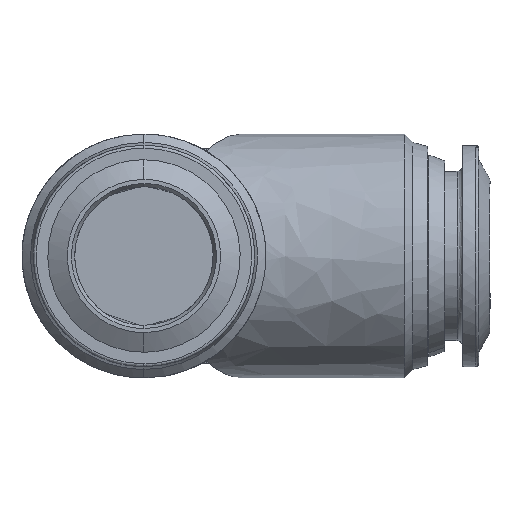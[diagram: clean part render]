
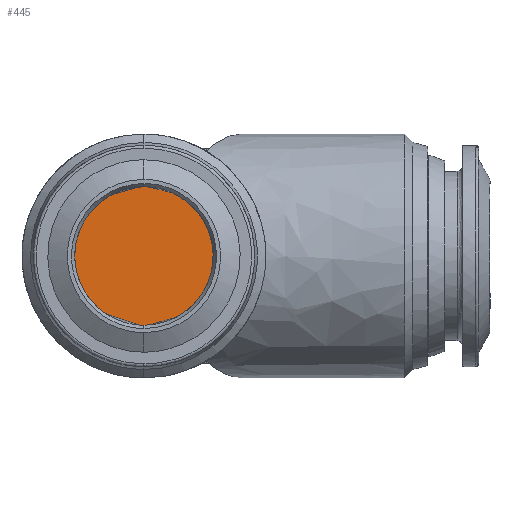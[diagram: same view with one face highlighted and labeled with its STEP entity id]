
A CAD part, front view. The second image highlights one B-rep face of the part: STEP entity #445.
In plain terms, the highlighted free-form (B-spline) face has degree [1, 1] with [2, 2] control points.
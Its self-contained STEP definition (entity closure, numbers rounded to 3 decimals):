
#61 = CARTESIAN_POINT ( 'NONE',  ( -7.641, -25., -7.641 ) ) ;
#200 = EDGE_CURVE ( 'NONE', #3920, #863, #818, .T. ) ;
#202 = ORIENTED_EDGE ( 'NONE', *, *, #423, .F. ) ;
#287 =( BOUNDED_CURVE ( )  B_SPLINE_CURVE ( 3, ( #3751, #5061, #6139, #1603 ),
 .UNSPECIFIED., .F., .T. ) 
 B_SPLINE_CURVE_WITH_KNOTS ( ( 4, 4 ),
 ( -3.007, 0. ),
 .UNSPECIFIED. ) 
 CURVE ( )  GEOMETRIC_REPRESENTATION_ITEM ( )  RATIONAL_B_SPLINE_CURVE ( ( 1., 0.378, 0.378, 1. ) ) 
 REPRESENTATION_ITEM ( '' )  );
#343 = CARTESIAN_POINT ( 'NONE',  ( 0., -25., -7.55 ) ) ;
#367 = CARTESIAN_POINT ( 'NONE',  ( -0.5, -25., -7.433 ) ) ;
#423 = EDGE_CURVE ( 'NONE', #4180, #3711, #1535, .T. ) ;
#442 = CARTESIAN_POINT ( 'NONE',  ( 10.911, -25., 5.223 ) ) ;
#445 = ADVANCED_FACE ( 'NONE', ( #572, #4167, #3736 ), #5455, .F. ) ;
#535 = CARTESIAN_POINT ( 'NONE',  ( 0.5, -25., 6.079 ) ) ;
#572 = FACE_BOUND ( 'NONE', #5479, .T. ) ;
#611 = CARTESIAN_POINT ( 'NONE',  ( 7.641, -25., -7.641 ) ) ;
#628 = ORIENTED_EDGE ( 'NONE', *, *, #5388, .F. ) ;
#682 = CARTESIAN_POINT ( 'NONE',  ( -0.5, -25., -7.433 ) ) ;
#741 =( BOUNDED_CURVE ( )  B_SPLINE_CURVE ( 3, ( #4562, #6343, #4028, #3486 ),
 .UNSPECIFIED., .F., .F. ) 
 B_SPLINE_CURVE_WITH_KNOTS ( ( 4, 4 ),
 ( -3.007, 0. ),
 .UNSPECIFIED. ) 
 CURVE ( )  GEOMETRIC_REPRESENTATION_ITEM ( )  RATIONAL_B_SPLINE_CURVE ( ( 1., 0.378, 0.378, 1. ) ) 
 REPRESENTATION_ITEM ( '' )  );
#818 =( BOUNDED_CURVE ( )  B_SPLINE_CURVE ( 3, ( #1970, #3264, #4946, #2167 ),
 .UNSPECIFIED., .F., .F. ) 
 B_SPLINE_CURVE_WITH_KNOTS ( ( 4, 4 ),
 ( -3.142, 0. ),
 .UNSPECIFIED. ) 
 CURVE ( )  GEOMETRIC_REPRESENTATION_ITEM ( )  RATIONAL_B_SPLINE_CURVE ( ( 1., 0.333, 0.333, 1. ) ) 
 REPRESENTATION_ITEM ( '' )  );
#863 = VERTEX_POINT ( 'NONE', #2592 ) ;
#921 = CARTESIAN_POINT ( 'NONE',  ( -0.5, -25., 6.079 ) ) ;
#1001 = CARTESIAN_POINT ( 'NONE',  ( 0.5, -25., -6.079 ) ) ;
#1142 = EDGE_LOOP ( 'NONE', ( #4636, #4691 ) ) ;
#1350 = VERTEX_POINT ( 'NONE', #5260 ) ;
#1357 = EDGE_CURVE ( 'NONE', #6552, #4180, #6669, .T. ) ;
#1535 =( BOUNDED_CURVE ( )  B_SPLINE_CURVE ( 3, ( #2656, #442, #7251, #1001 ),
 .UNSPECIFIED., .F., .F. ) 
 B_SPLINE_CURVE_WITH_KNOTS ( ( 4, 4 ),
 ( -2.977, 0. ),
 .UNSPECIFIED. ) 
 CURVE ( )  GEOMETRIC_REPRESENTATION_ITEM ( )  RATIONAL_B_SPLINE_CURVE ( ( 1., 0.388, 0.388, 1. ) ) 
 REPRESENTATION_ITEM ( '' )  );
#1603 = CARTESIAN_POINT ( 'NONE',  ( 0.5, -25., 7.433 ) ) ;
#1950 = CARTESIAN_POINT ( 'NONE',  ( 0., -25., 7.55 ) ) ;
#1970 = CARTESIAN_POINT ( 'NONE',  ( 0., -25., 7.55 ) ) ;
#1989 = CARTESIAN_POINT ( 'NONE',  ( 0.5, -25., -6.079 ) ) ;
#2002 = CARTESIAN_POINT ( 'NONE',  ( -7.55, -25., 0. ) ) ;
#2103 = EDGE_CURVE ( 'NONE', #2270, #1350, #6392, .T. ) ;
#2167 = CARTESIAN_POINT ( 'NONE',  ( 0., -25., -7.55 ) ) ;
#2235 = CARTESIAN_POINT ( 'NONE',  ( -0.5, -25., 6.079 ) ) ;
#2270 = VERTEX_POINT ( 'NONE', #367 ) ;
#2445 = CARTESIAN_POINT ( 'NONE',  ( 0.5, -25., 7.433 ) ) ;
#2524 = VERTEX_POINT ( 'NONE', #7155 ) ;
#2592 = CARTESIAN_POINT ( 'NONE',  ( 0., -25., -7.55 ) ) ;
#2656 = CARTESIAN_POINT ( 'NONE',  ( 0.5, -25., 6.079 ) ) ;
#2661 = ORIENTED_EDGE ( 'NONE', *, *, #5160, .F. ) ;
#2666 = EDGE_CURVE ( 'NONE', #863, #3920, #7039, .T. ) ;
#2732 = CARTESIAN_POINT ( 'NONE',  ( -10.911, -25., -5.223 ) ) ;
#3201 = CARTESIAN_POINT ( 'NONE',  ( -0.5, -25., 7.433 ) ) ;
#3264 = CARTESIAN_POINT ( 'NONE',  ( 15.1, -25., 7.55 ) ) ;
#3268 =( BOUNDED_CURVE ( )  B_SPLINE_CURVE ( 3, ( #6192, #2732, #4994, #2235 ),
 .UNSPECIFIED., .F., .T. ) 
 B_SPLINE_CURVE_WITH_KNOTS ( ( 4, 4 ),
 ( -2.977, 0. ),
 .UNSPECIFIED. ) 
 CURVE ( )  GEOMETRIC_REPRESENTATION_ITEM ( )  RATIONAL_B_SPLINE_CURVE ( ( 1., 0.388, 0.388, 1. ) ) 
 REPRESENTATION_ITEM ( '' )  );
#3401 = B_SPLINE_CURVE_WITH_KNOTS ( 'NONE', 1,
 ( #3671, #4237 ),
 .UNSPECIFIED., .F., .F.,
 ( 2, 2 ),
 ( 0., 1. ),
 .UNSPECIFIED. ) ;
#3486 = CARTESIAN_POINT ( 'NONE',  ( -0.5, -25., -7.433 ) ) ;
#3572 = CARTESIAN_POINT ( 'NONE',  ( 0.5, -25., 7.433 ) ) ;
#3671 = CARTESIAN_POINT ( 'NONE',  ( 0.5, -25., -6.079 ) ) ;
#3686 = CARTESIAN_POINT ( 'NONE',  ( -4.423, -25., 7.55 ) ) ;
#3711 = VERTEX_POINT ( 'NONE', #1989 ) ;
#3718 = CARTESIAN_POINT ( 'NONE',  ( 0.5, -25., 6.079 ) ) ;
#3736 = FACE_OUTER_BOUND ( 'NONE', #1142, .T. ) ;
#3751 = CARTESIAN_POINT ( 'NONE',  ( 0.5, -25., -7.433 ) ) ;
#3886 = ORIENTED_EDGE ( 'NONE', *, *, #2103, .F. ) ;
#3920 = VERTEX_POINT ( 'NONE', #5091 ) ;
#4004 = CARTESIAN_POINT ( 'NONE',  ( -0.5, -25., -6.079 ) ) ;
#4028 = CARTESIAN_POINT ( 'NONE',  ( -13.578, -25., -6.554 ) ) ;
#4167 = FACE_BOUND ( 'NONE', #6982, .T. ) ;
#4180 = VERTEX_POINT ( 'NONE', #535 ) ;
#4229 = CARTESIAN_POINT ( 'NONE',  ( -7.55, -25., -4.423 ) ) ;
#4237 = CARTESIAN_POINT ( 'NONE',  ( 0.5, -25., -7.433 ) ) ;
#4324 = CARTESIAN_POINT ( 'NONE',  ( -0.5, -25., 6.079 ) ) ;
#4329 = ORIENTED_EDGE ( 'NONE', *, *, #6413, .F. ) ;
#4544 = ORIENTED_EDGE ( 'NONE', *, *, #7065, .F. ) ;
#4562 = CARTESIAN_POINT ( 'NONE',  ( -0.5, -25., 7.433 ) ) ;
#4636 = ORIENTED_EDGE ( 'NONE', *, *, #200, .F. ) ;
#4691 = ORIENTED_EDGE ( 'NONE', *, *, #2666, .F. ) ;
#4946 = CARTESIAN_POINT ( 'NONE',  ( 15.1, -25., -7.55 ) ) ;
#4994 = CARTESIAN_POINT ( 'NONE',  ( -10.911, -25., 5.223 ) ) ;
#5061 = CARTESIAN_POINT ( 'NONE',  ( 13.578, -25., -6.554 ) ) ;
#5091 = CARTESIAN_POINT ( 'NONE',  ( 0., -25., 7.55 ) ) ;
#5094 = CARTESIAN_POINT ( 'NONE',  ( 7.641, -25., 7.641 ) ) ;
#5125 = CARTESIAN_POINT ( 'NONE',  ( -7.641, -25., 7.641 ) ) ;
#5160 = EDGE_CURVE ( 'NONE', #6840, #2270, #741, .T. ) ;
#5260 = CARTESIAN_POINT ( 'NONE',  ( -0.5, -25., -6.079 ) ) ;
#5388 = EDGE_CURVE ( 'NONE', #1350, #5644, #3268, .T. ) ;
#5455 = B_SPLINE_SURFACE_WITH_KNOTS ( 'NONE', 1, 1, ( 
 ( #611, #5094 ),
 ( #61, #5125 ) ),
 .UNSPECIFIED., .F., .F., .F.,
 ( 2, 2 ),
 ( 2, 2 ),
 ( 0., 1. ),
 ( 0., 1. ),
 .UNSPECIFIED. ) ;
#5479 = EDGE_LOOP ( 'NONE', ( #4544, #6603, #202, #5654 ) ) ;
#5548 = EDGE_CURVE ( 'NONE', #3711, #2524, #3401, .T. ) ;
#5644 = VERTEX_POINT ( 'NONE', #4324 ) ;
#5654 = ORIENTED_EDGE ( 'NONE', *, *, #1357, .F. ) ;
#5992 = B_SPLINE_CURVE_WITH_KNOTS ( 'NONE', 1,
 ( #921, #3201 ),
 .UNSPECIFIED., .F., .F.,
 ( 2, 2 ),
 ( 0., 1. ),
 .UNSPECIFIED. ) ;
#6139 = CARTESIAN_POINT ( 'NONE',  ( 13.578, -25., 6.554 ) ) ;
#6192 = CARTESIAN_POINT ( 'NONE',  ( -0.5, -25., -6.079 ) ) ;
#6272 = CARTESIAN_POINT ( 'NONE',  ( -0.5, -25., 7.433 ) ) ;
#6343 = CARTESIAN_POINT ( 'NONE',  ( -13.578, -25., 6.554 ) ) ;
#6392 = B_SPLINE_CURVE_WITH_KNOTS ( 'NONE', 1,
 ( #682, #4004 ),
 .UNSPECIFIED., .F., .F.,
 ( 2, 2 ),
 ( 0., 1. ),
 .UNSPECIFIED. ) ;
#6413 = EDGE_CURVE ( 'NONE', #5644, #6840, #5992, .T. ) ;
#6464 = CARTESIAN_POINT ( 'NONE',  ( -7.55, -25., 4.423 ) ) ;
#6552 = VERTEX_POINT ( 'NONE', #2445 ) ;
#6562 = CARTESIAN_POINT ( 'NONE',  ( -4.423, -25., -7.55 ) ) ;
#6603 = ORIENTED_EDGE ( 'NONE', *, *, #5548, .F. ) ;
#6669 = B_SPLINE_CURVE_WITH_KNOTS ( 'NONE', 1,
 ( #3572, #3718 ),
 .UNSPECIFIED., .F., .F.,
 ( 2, 2 ),
 ( 0., 1. ),
 .UNSPECIFIED. ) ;
#6840 = VERTEX_POINT ( 'NONE', #6272 ) ;
#6982 = EDGE_LOOP ( 'NONE', ( #628, #3886, #2661, #4329 ) ) ;
#7039 =( BOUNDED_CURVE ( )  B_SPLINE_CURVE ( 3, ( #343, #6562, #4229, #2002, #6464, #3686, #1950 ),
 .UNSPECIFIED., .F., .F. ) 
 B_SPLINE_CURVE_WITH_KNOTS ( ( 4, 3, 4 ),
 ( -3.142, -1.571, 0. ),
 .UNSPECIFIED. ) 
 CURVE ( )  GEOMETRIC_REPRESENTATION_ITEM ( )  RATIONAL_B_SPLINE_CURVE ( ( 1., 0.805, 0.805, 1., 0.805, 0.805, 1. ) ) 
 REPRESENTATION_ITEM ( '' )  );
#7065 = EDGE_CURVE ( 'NONE', #2524, #6552, #287, .T. ) ;
#7155 = CARTESIAN_POINT ( 'NONE',  ( 0.5, -25., -7.433 ) ) ;
#7251 = CARTESIAN_POINT ( 'NONE',  ( 10.911, -25., -5.223 ) ) ;
